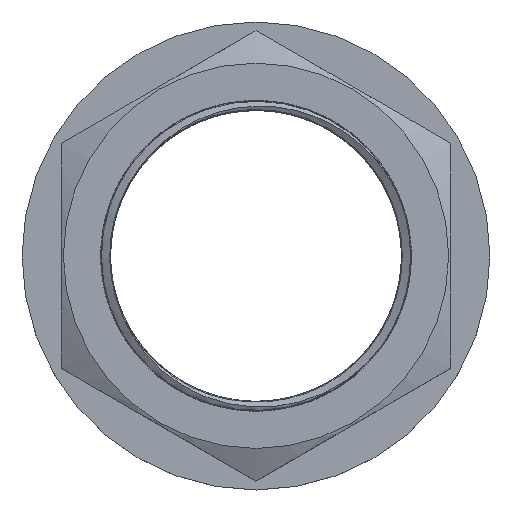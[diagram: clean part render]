
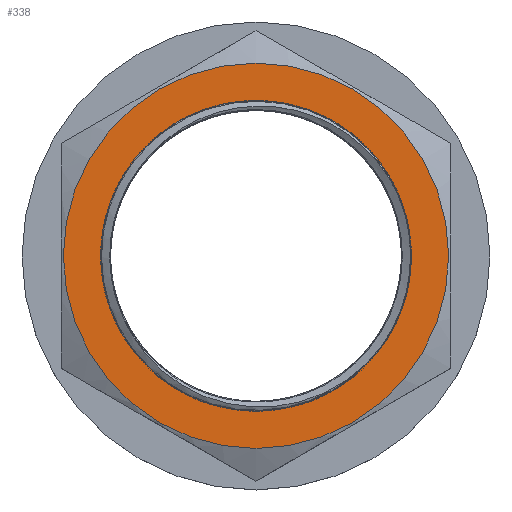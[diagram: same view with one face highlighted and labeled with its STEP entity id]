
A CAD part, top view. The second image highlights one B-rep face of the part: STEP entity #338.
In plain terms, the highlighted planar face has unit normal (0, 0, 1).
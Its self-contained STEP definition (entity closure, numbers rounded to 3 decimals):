
#76=PLANE('',#366);
#83=FACE_BOUND('',#132,.T.);
#90=CIRCLE('',#356,29.641);
#91=CIRCLE('',#361,23.9);
#107=FACE_OUTER_BOUND('',#131,.T.);
#131=EDGE_LOOP('',(#270));
#132=EDGE_LOOP('',(#271));
#164=VERTEX_POINT('',#470);
#169=VERTEX_POINT('',#487);
#197=EDGE_CURVE('',#164,#164,#90,.T.);
#205=EDGE_CURVE('',#169,#169,#91,.T.);
#270=ORIENTED_EDGE('',*,*,#197,.T.);
#271=ORIENTED_EDGE('',*,*,#205,.T.);
#338=ADVANCED_FACE('',(#107,#83),#76,.T.);
#356=AXIS2_PLACEMENT_3D('',#471,#384,#385);
#361=AXIS2_PLACEMENT_3D('',#488,#401,#402);
#366=AXIS2_PLACEMENT_3D('',#501,#416,#417);
#384=DIRECTION('center_axis',(0.,0.,1.));
#385=DIRECTION('ref_axis',(0.,1.,0.));
#401=DIRECTION('center_axis',(0.,0.,-1.));
#402=DIRECTION('ref_axis',(-1.,0.,0.));
#416=DIRECTION('center_axis',(0.,0.,1.));
#417=DIRECTION('ref_axis',(1.,0.,0.));
#470=CARTESIAN_POINT('',(0.,29.641,19.));
#471=CARTESIAN_POINT('Origin',(0.,0.,19.));
#487=CARTESIAN_POINT('',(23.9,0.,19.));
#488=CARTESIAN_POINT('Origin',(0.,0.,19.));
#501=CARTESIAN_POINT('Origin',(0.,0.,19.));
